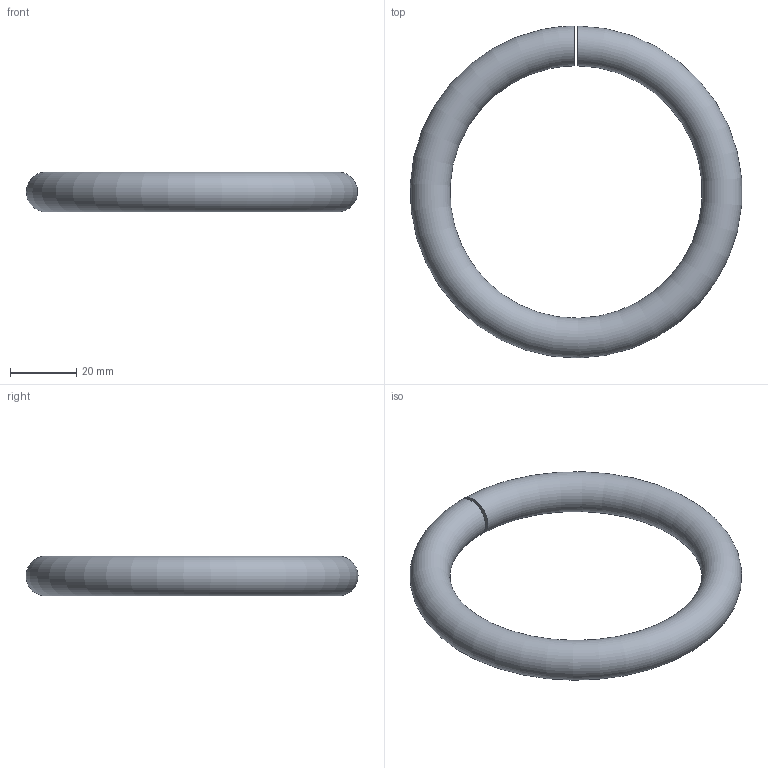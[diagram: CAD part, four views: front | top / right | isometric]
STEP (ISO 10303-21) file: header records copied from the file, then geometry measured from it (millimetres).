
FILE_DESCRIPTION (( 'STEP AP203' ), '1' );
FILE_NAME ('5630-100.step', '2020-05-18T06:55:14', ( '' ), ( '' ), 'SwSTEP 2.0', 'SolidWorks 2015', '' );
FILE_SCHEMA (( 'CONFIG_CONTROL_DESIGN' ));
Length unit declared in the file: millimetre
Products named in the file (1): 5630-100
Bounding box: 99.77 x 99.99 x 12 mm (x, y, z)
Volume: 31143.7 mm3; surface area: 10638.5 mm2
Topology: 1 solids, 1 shells, 208 faces, 549 edges, 366 vertices
Faces by surface type: bspline 106, plane 101, torus 1
Entity records: 12649 total; most frequent: CARTESIAN_POINT 8153, ORIENTED_EDGE 1096, EDGE_CURVE 548, DIRECTION 540, VERTEX_POINT 366, LINE 334, VECTOR 334, EDGE_LOOP 232
